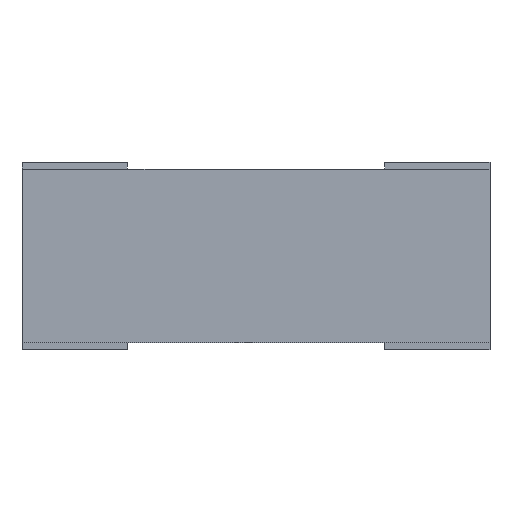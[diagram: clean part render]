
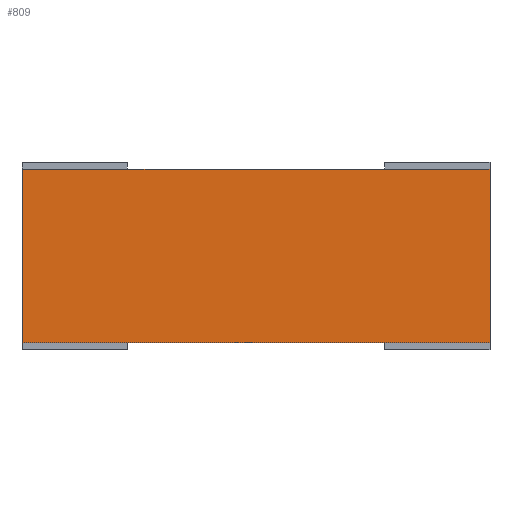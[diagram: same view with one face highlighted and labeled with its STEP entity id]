
A CAD part, front view. The second image highlights one B-rep face of the part: STEP entity #809.
In plain terms, the highlighted planar face has unit normal (0, -1, 0).
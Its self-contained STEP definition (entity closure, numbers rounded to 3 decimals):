
#71=ORIENTED_EDGE('',*,*,#198,.T.);
#72=ORIENTED_EDGE('',*,*,#231,.T.);
#73=ORIENTED_EDGE('',*,*,#194,.F.);
#74=ORIENTED_EDGE('',*,*,#232,.F.);
#75=ORIENTED_EDGE('',*,*,#211,.F.);
#76=ORIENTED_EDGE('',*,*,#215,.F.);
#194=EDGE_CURVE('',#276,#273,#328,.T.);
#198=EDGE_CURVE('',#278,#280,#332,.T.);
#211=EDGE_CURVE('',#293,#294,#345,.T.);
#215=EDGE_CURVE('',#278,#293,#349,.T.);
#231=EDGE_CURVE('',#280,#273,#363,.T.);
#232=EDGE_CURVE('',#294,#276,#364,.T.);
#273=VERTEX_POINT('',#1029);
#276=VERTEX_POINT('',#1034);
#278=VERTEX_POINT('',#1039);
#280=VERTEX_POINT('',#1043);
#293=VERTEX_POINT('',#1073);
#294=VERTEX_POINT('',#1074);
#328=LINE('',#1035,#406);
#332=LINE('',#1044,#410);
#345=LINE('',#1072,#423);
#349=LINE('',#1081,#427);
#363=LINE('',#1111,#441);
#364=LINE('',#1112,#442);
#406=VECTOR('',#881,1000.);
#410=VECTOR('',#887,1000.);
#423=VECTOR('',#906,1000.);
#427=VECTOR('',#912,1000.);
#441=VECTOR('',#936,1000.);
#442=VECTOR('',#937,1000.);
#489=EDGE_LOOP('',(#71,#72,#73,#74,#75,#76));
#521=FACE_BOUND('',#489,.T.);
#553=PLANE('',#848);
#809=ADVANCED_FACE('',(#521),#553,.F.);
#848=AXIS2_PLACEMENT_3D('',#1110,#934,#935);
#881=DIRECTION('',(0.,0.,-1.));
#887=DIRECTION('',(0.,0.,-1.));
#906=DIRECTION('',(1.,0.,0.));
#912=DIRECTION('',(1.,0.,0.));
#934=DIRECTION('',(0.,1.,0.));
#935=DIRECTION('',(0.,0.,1.));
#936=DIRECTION('',(1.,0.,0.));
#937=DIRECTION('',(1.,0.,0.));
#1029=CARTESIAN_POINT('',(1.,-0.65,0.03));
#1034=CARTESIAN_POINT('',(1.,-0.65,0.771));
#1035=CARTESIAN_POINT('',(1.,-0.65,0.8));
#1039=CARTESIAN_POINT('',(-1.,-0.65,0.771));
#1043=CARTESIAN_POINT('',(-1.,-0.65,0.03));
#1044=CARTESIAN_POINT('',(-1.,-0.65,0.8));
#1072=CARTESIAN_POINT('',(-1.,-0.65,0.771));
#1073=CARTESIAN_POINT('',(-0.523,-0.65,0.771));
#1074=CARTESIAN_POINT('',(-0.434,-0.65,0.771));
#1081=CARTESIAN_POINT('',(-1.,-0.65,0.771));
#1110=CARTESIAN_POINT('',(-1.,-0.65,0.8));
#1111=CARTESIAN_POINT('',(-1.,-0.65,0.03));
#1112=CARTESIAN_POINT('',(-1.,-0.65,0.771));
